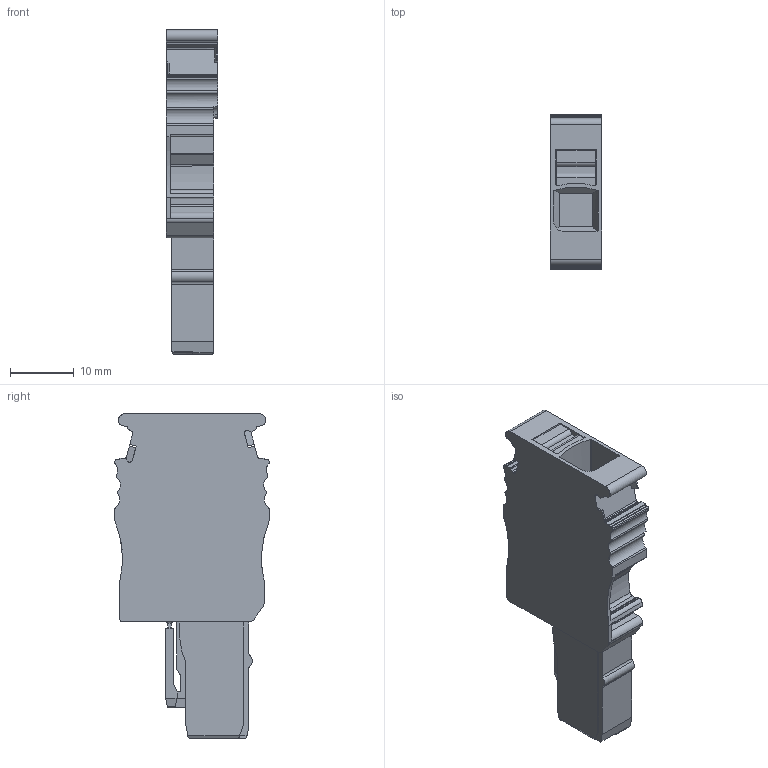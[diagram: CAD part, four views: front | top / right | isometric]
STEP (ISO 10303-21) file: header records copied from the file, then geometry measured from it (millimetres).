
FILE_DESCRIPTION(('CATIA V5R20 STEP214','CAx-IF Rec.Pracs.--- Model Styling and Organization---1.5--- 2016-08-15','CAx-IF Rec.Pracs.---Supplemental Geometry---1.0---2011-11-01','CAx-IF Rec.Pracs.--- Composite Materials ---1.1---2010-07-15'),'2;1');
FILE_NAME ('1969316-2_0', '2024-08-16T06:52:50+00:00', ('Weidmueller Interface'), ('Weidmueller'), 'CATIA Version 5-6 Release 2022 SP4 HF5', 'CATIA V5 STEP AP214 v3', 'none');
FILE_SCHEMA(('AUTOMOTIVE_DESIGN { 1 0 10303 214 1 1 1 1 }'));
Length unit declared in the file: millimetre
Products named in the file (1): 3002500000
Bounding box: 8.1 x 24.3 x 50.95 mm (x, y, z)
Volume: 5664.3 mm3; surface area: 4358.6 mm2
Topology: 1 solids, 2 shells, 492 faces, 1302 edges, 828 vertices
Faces by surface type: plane 186, cylinder 179, cone 43, extrusion 43, torus 40, bspline 1
Entity records: 15009 total; most frequent: CARTESIAN_POINT 3557, ORIENTED_EDGE 2604, DIRECTION 1881, EDGE_CURVE 1302, VERTEX_POINT 828, VECTOR 796, LINE 753, AXIS2_PLACEMENT_3D 737
